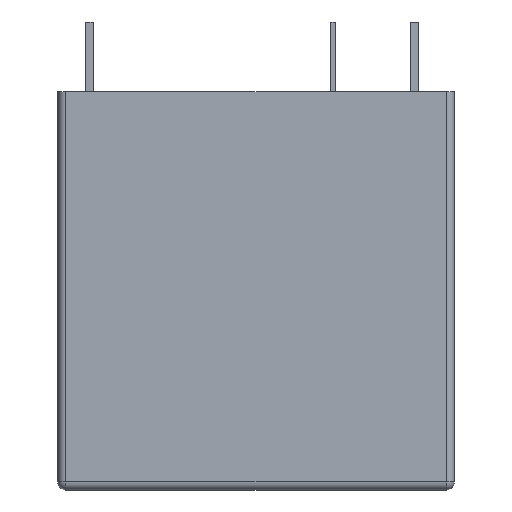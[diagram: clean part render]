
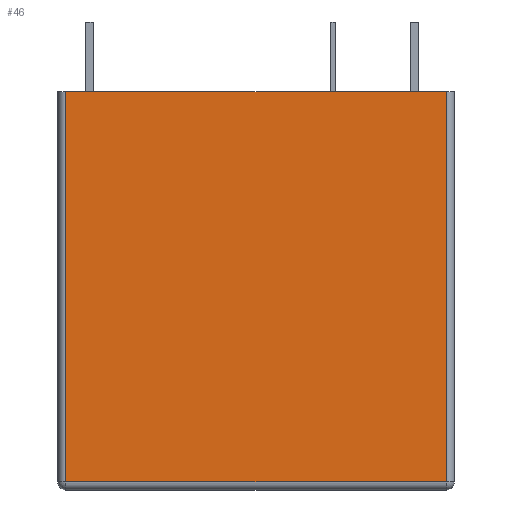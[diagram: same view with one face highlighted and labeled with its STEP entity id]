
A CAD part, front view. The second image highlights one B-rep face of the part: STEP entity #46.
In plain terms, the highlighted planar face has unit normal (0, -1, 0).
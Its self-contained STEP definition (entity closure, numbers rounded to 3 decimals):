
#46=ADVANCED_FACE('',(#95),#96,.F.);
#95=FACE_OUTER_BOUND('',#197,.T.);
#96=PLANE('',#198);
#197=EDGE_LOOP('',(#299,#300,#301,#302));
#198=AXIS2_PLACEMENT_3D('',#303,#304,#305);
#299=ORIENTED_EDGE('',*,*,#659,.F.);
#300=ORIENTED_EDGE('',*,*,#660,.T.);
#301=ORIENTED_EDGE('',*,*,#661,.T.);
#302=ORIENTED_EDGE('',*,*,#662,.T.);
#303=CARTESIAN_POINT('',(0.0,-6.45,0.0));
#304=DIRECTION('',(0.0,1.0,0.0));
#305=DIRECTION('',(1.0,0.0,-0.0));
#659=EDGE_CURVE('',#767,#768,#769,.T.);
#660=EDGE_CURVE('',#767,#770,#771,.T.);
#661=EDGE_CURVE('',#770,#772,#773,.T.);
#662=EDGE_CURVE('',#772,#768,#774,.T.);
#767=VERTEX_POINT('',#943);
#768=VERTEX_POINT('',#944);
#769=LINE('',#945,#946);
#770=VERTEX_POINT('',#947);
#771=LINE('',#948,#949);
#772=VERTEX_POINT('',#950);
#773=LINE('',#951,#952);
#774=LINE('',#953,#954);
#943=CARTESIAN_POINT('',(-11.7,-6.45,0.0));
#944=CARTESIAN_POINT('',(11.7,-6.45,0.0));
#945=CARTESIAN_POINT('',(-11.7,-6.45,0.0));
#946=VECTOR('',#1211,23.4);
#947=CARTESIAN_POINT('',(-11.7,-6.45,-24.0));
#948=CARTESIAN_POINT('',(-11.7,-6.45,0.0));
#949=VECTOR('',#1212,24.0);
#950=CARTESIAN_POINT('',(11.7,-6.45,-24.0));
#951=CARTESIAN_POINT('',(-11.7,-6.45,-24.0));
#952=VECTOR('',#1213,23.4);
#953=CARTESIAN_POINT('',(11.7,-6.45,-24.0));
#954=VECTOR('',#1214,24.0);
#1211=DIRECTION('',(1.0,0.0,0.0));
#1212=DIRECTION('',(0.0,0.0,-1.0));
#1213=DIRECTION('',(1.0,0.0,0.0));
#1214=DIRECTION('',(0.0,0.0,1.0));
